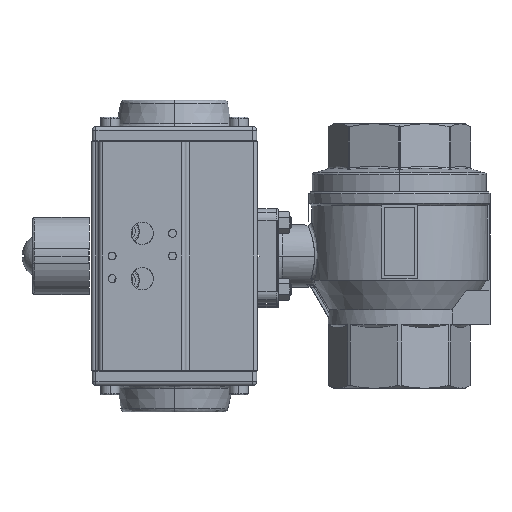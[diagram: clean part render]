
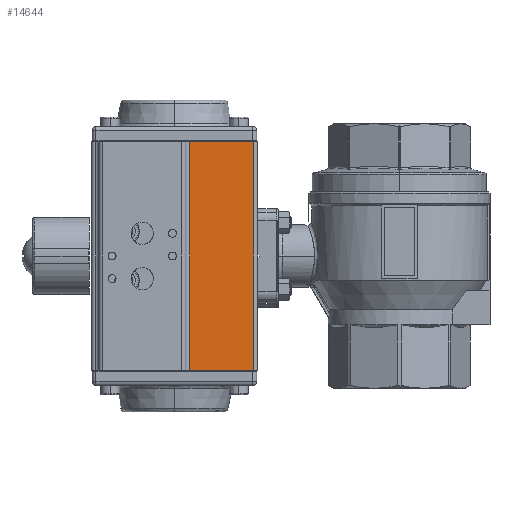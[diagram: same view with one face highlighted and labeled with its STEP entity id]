
A CAD part, left-side view. The second image highlights one B-rep face of the part: STEP entity #14644.
In plain terms, the highlighted planar face has unit normal (1, 0, 0).
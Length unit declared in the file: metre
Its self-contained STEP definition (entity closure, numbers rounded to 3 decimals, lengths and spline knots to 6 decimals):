
#4695 = LINE ( 'NONE', #63318, #79759 ) ;
#7462 = ORIENTED_EDGE ( 'NONE', *, *, #19735, .T. ) ;
#9053 = CARTESIAN_POINT ( 'NONE',  ( -0.05971, -0.021542, 0.2255 ) ) ;
#11396 = VECTOR ( 'NONE', #53176, 1. ) ;
#11706 = PLANE ( 'NONE',  #51796 ) ;
#14566 = VERTEX_POINT ( 'NONE', #76425 ) ;
#14644 = ADVANCED_FACE ( 'NONE', ( #61383 ), #11706, .T. ) ;
#16809 = DIRECTION ( 'NONE',  ( 0., 0., 1. ) ) ;
#17823 = DIRECTION ( 'NONE',  ( 0., 1., 0. ) ) ;
#19286 = VERTEX_POINT ( 'NONE', #38909 ) ;
#19735 = EDGE_CURVE ( 'NONE', #70657, #78960, #71493, .T. ) ;
#21725 = LINE ( 'NONE', #9053, #41702 ) ;
#25191 = CARTESIAN_POINT ( 'NONE',  ( -0.05971, -0.021542, 0.1045 ) ) ;
#30515 = EDGE_LOOP ( 'NONE', ( #53645, #48286, #37241, #7462 ) ) ;
#37241 = ORIENTED_EDGE ( 'NONE', *, *, #59512, .T. ) ;
#38909 = CARTESIAN_POINT ( 'NONE',  ( -0.05971, -0.021542, 0.2255 ) ) ;
#40171 = EDGE_CURVE ( 'NONE', #78960, #19286, #79147, .T. ) ;
#41524 = CARTESIAN_POINT ( 'NONE',  ( -0.05971, -0.021542, 0.1045 ) ) ;
#41702 = VECTOR ( 'NONE', #59980, 1. ) ;
#48286 = ORIENTED_EDGE ( 'NONE', *, *, #80318, .T. ) ;
#51796 = AXIS2_PLACEMENT_3D ( 'NONE', #41524, #60574, #17823 ) ;
#53176 = DIRECTION ( 'NONE',  ( 0., 1., 0. ) ) ;
#53645 = ORIENTED_EDGE ( 'NONE', *, *, #40171, .T. ) ;
#59512 = EDGE_CURVE ( 'NONE', #14566, #70657, #4695, .T. ) ;
#59671 = CARTESIAN_POINT ( 'NONE',  ( -0.05971, -0.021542, 0.1045 ) ) ;
#59980 = DIRECTION ( 'NONE',  ( 0., -1., 0. ) ) ;
#60574 = DIRECTION ( 'NONE',  ( 1., 0., 0. ) ) ;
#61383 = FACE_OUTER_BOUND ( 'NONE', #30515, .T. ) ;
#63318 = CARTESIAN_POINT ( 'NONE',  ( -0.05971, -0.055542, 0.1045 ) ) ;
#67310 = CARTESIAN_POINT ( 'NONE',  ( -0.05971, -0.021542, 0.1045 ) ) ;
#69057 = DIRECTION ( 'NONE',  ( 0., 0., -1. ) ) ;
#70657 = VERTEX_POINT ( 'NONE', #70843 ) ;
#70843 = CARTESIAN_POINT ( 'NONE',  ( -0.05971, -0.055542, 0.1045 ) ) ;
#71493 = LINE ( 'NONE', #59671, #11396 ) ;
#75526 = VECTOR ( 'NONE', #16809, 1. ) ;
#76425 = CARTESIAN_POINT ( 'NONE',  ( -0.05971, -0.055542, 0.2255 ) ) ;
#78960 = VERTEX_POINT ( 'NONE', #25191 ) ;
#79147 = LINE ( 'NONE', #67310, #75526 ) ;
#79759 = VECTOR ( 'NONE', #69057, 1. ) ;
#80318 = EDGE_CURVE ( 'NONE', #19286, #14566, #21725, .T. ) ;
